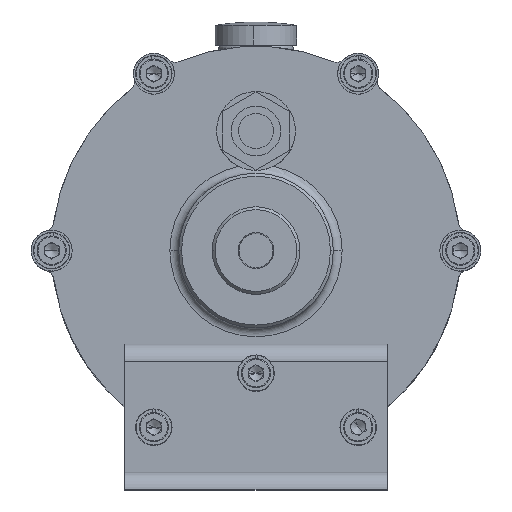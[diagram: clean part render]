
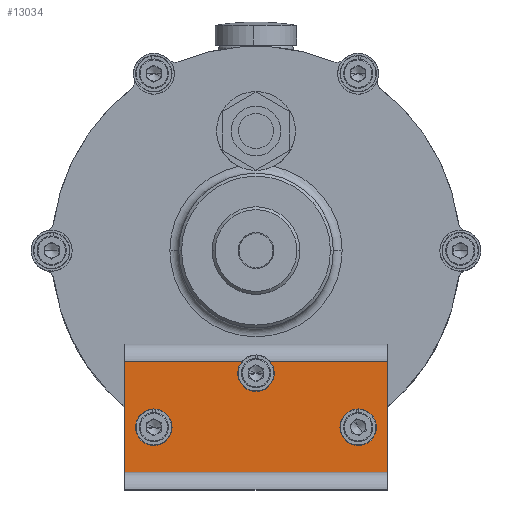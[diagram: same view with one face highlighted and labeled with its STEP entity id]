
A CAD part, top view. The second image highlights one B-rep face of the part: STEP entity #13034.
In plain terms, the highlighted planar face has unit normal (0, 0, 1).
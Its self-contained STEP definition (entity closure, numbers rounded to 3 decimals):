
#153 = LINE ( 'NONE', #9389, #15638 ) ;
#474 = DIRECTION ( 'NONE',  ( -1., 0., 0. ) ) ;
#584 = VERTEX_POINT ( 'NONE', #11937 ) ;
#595 = CARTESIAN_POINT ( 'NONE',  ( 35., -60.5, 61. ) ) ;
#693 = EDGE_CURVE ( 'NONE', #4715, #15387, #3051, .T. ) ;
#701 = EDGE_CURVE ( 'NONE', #15387, #4715, #7560, .T. ) ;
#877 = VECTOR ( 'NONE', #474, 1000. ) ;
#953 = CARTESIAN_POINT ( 'NONE',  ( 6.25, -42., 61. ) ) ;
#1002 = CARTESIAN_POINT ( 'NONE',  ( -6.25, -42., 61. ) ) ;
#1164 = ORIENTED_EDGE ( 'NONE', *, *, #13306, .F. ) ;
#1209 = PLANE ( 'NONE',  #16492 ) ;
#1269 = CARTESIAN_POINT ( 'NONE',  ( 0., -42., 61. ) ) ;
#2607 = FACE_BOUND ( 'NONE', #15117, .T. ) ;
#2700 = CIRCLE ( 'NONE', #13091, 6.25 ) ;
#3051 = CIRCLE ( 'NONE', #12596, 6.25 ) ;
#3124 = DIRECTION ( 'NONE',  ( 0., 1., 0. ) ) ;
#3189 = EDGE_CURVE ( 'NONE', #17332, #7230, #153, .T. ) ;
#3310 = DIRECTION ( 'NONE',  ( 0., 0., 1. ) ) ;
#3444 = VECTOR ( 'NONE', #6413, 1000. ) ;
#3500 = EDGE_CURVE ( 'NONE', #17332, #14396, #15790, .T. ) ;
#3510 = ORIENTED_EDGE ( 'NONE', *, *, #3189, .T. ) ;
#3722 = EDGE_CURVE ( 'NONE', #584, #11745, #7010, .T. ) ;
#4030 = EDGE_LOOP ( 'NONE', ( #17210, #10943, #12000, #13048, #5056, #3510, #7396, #17307 ) ) ;
#4211 = EDGE_CURVE ( 'NONE', #11490, #11787, #7992, .T. ) ;
#4715 = VERTEX_POINT ( 'NONE', #14639 ) ;
#4772 = VERTEX_POINT ( 'NONE', #953 ) ;
#4797 = DIRECTION ( 'NONE',  ( 0., 1., 0. ) ) ;
#5020 = AXIS2_PLACEMENT_3D ( 'NONE', #595, #3310, #4797 ) ;
#5028 = CARTESIAN_POINT ( 'NONE',  ( -4.802, -38., 61. ) ) ;
#5056 = ORIENTED_EDGE ( 'NONE', *, *, #3500, .F. ) ;
#5947 = DIRECTION ( 'NONE',  ( 0., 1., 0. ) ) ;
#6027 = VECTOR ( 'NONE', #15959, 1000. ) ;
#6088 = CIRCLE ( 'NONE', #15892, 6.25 ) ;
#6118 = CARTESIAN_POINT ( 'NONE',  ( 35., -60.5, 61. ) ) ;
#6267 = LINE ( 'NONE', #11714, #10897 ) ;
#6413 = DIRECTION ( 'NONE',  ( 0., -1., 0. ) ) ;
#6536 = DIRECTION ( 'NONE',  ( 0., 0., 1. ) ) ;
#6942 = CIRCLE ( 'NONE', #13407, 6.25 ) ;
#7010 = CIRCLE ( 'NONE', #15135, 6.25 ) ;
#7230 = VERTEX_POINT ( 'NONE', #13554 ) ;
#7240 = CARTESIAN_POINT ( 'NONE',  ( 45., -76., 61. ) ) ;
#7396 = ORIENTED_EDGE ( 'NONE', *, *, #10929, .F. ) ;
#7447 = EDGE_CURVE ( 'NONE', #14396, #11787, #11290, .T. ) ;
#7560 = CIRCLE ( 'NONE', #5020, 6.25 ) ;
#7673 = DIRECTION ( 'NONE',  ( 1., 0., 0. ) ) ;
#7701 = VERTEX_POINT ( 'NONE', #1002 ) ;
#7966 = FACE_OUTER_BOUND ( 'NONE', #4030, .T. ) ;
#7992 = LINE ( 'NONE', #12028, #3444 ) ;
#8401 = ORIENTED_EDGE ( 'NONE', *, *, #701, .F. ) ;
#8756 = DIRECTION ( 'NONE',  ( 0., 0., 1. ) ) ;
#8818 = DIRECTION ( 'NONE',  ( 0., 0., 1. ) ) ;
#8971 = DIRECTION ( 'NONE',  ( 1., 0., 0. ) ) ;
#9167 = CARTESIAN_POINT ( 'NONE',  ( 0., -42., 61. ) ) ;
#9171 = DIRECTION ( 'NONE',  ( -1., 0., 0. ) ) ;
#9221 = AXIS2_PLACEMENT_3D ( 'NONE', #10108, #12918, #8971 ) ;
#9389 = CARTESIAN_POINT ( 'NONE',  ( 45., -38., 61. ) ) ;
#9470 = CARTESIAN_POINT ( 'NONE',  ( -45., -76., 61. ) ) ;
#10108 = CARTESIAN_POINT ( 'NONE',  ( 0., -42., 61. ) ) ;
#10256 = DIRECTION ( 'NONE',  ( 0., 1., 0. ) ) ;
#10287 = EDGE_LOOP ( 'NONE', ( #1164, #14894 ) ) ;
#10342 = FACE_BOUND ( 'NONE', #10287, .T. ) ;
#10510 = CARTESIAN_POINT ( 'NONE',  ( 45., -76., 61. ) ) ;
#10897 = VECTOR ( 'NONE', #9171, 1000. ) ;
#10929 = EDGE_CURVE ( 'NONE', #4772, #7230, #6088, .T. ) ;
#10943 = ORIENTED_EDGE ( 'NONE', *, *, #14817, .T. ) ;
#11106 = CARTESIAN_POINT ( 'NONE',  ( 45., -38., 61. ) ) ;
#11290 = LINE ( 'NONE', #7240, #877 ) ;
#11322 = VERTEX_POINT ( 'NONE', #5028 ) ;
#11490 = VERTEX_POINT ( 'NONE', #12916 ) ;
#11714 = CARTESIAN_POINT ( 'NONE',  ( 45., -38., 61. ) ) ;
#11745 = VERTEX_POINT ( 'NONE', #15808 ) ;
#11787 = VERTEX_POINT ( 'NONE', #9470 ) ;
#11937 = CARTESIAN_POINT ( 'NONE',  ( -28.75, -60.5, 61. ) ) ;
#11951 = CARTESIAN_POINT ( 'NONE',  ( 41.25, -60.5, 61. ) ) ;
#12000 = ORIENTED_EDGE ( 'NONE', *, *, #4211, .T. ) ;
#12028 = CARTESIAN_POINT ( 'NONE',  ( -45., -76., 61. ) ) ;
#12428 = CARTESIAN_POINT ( 'NONE',  ( -35., -60.5, 61. ) ) ;
#12596 = AXIS2_PLACEMENT_3D ( 'NONE', #6118, #12624, #5947 ) ;
#12624 = DIRECTION ( 'NONE',  ( 0., 0., 1. ) ) ;
#12916 = CARTESIAN_POINT ( 'NONE',  ( -45., -38., 61. ) ) ;
#12918 = DIRECTION ( 'NONE',  ( 0., 0., 1. ) ) ;
#13034 = ADVANCED_FACE ( 'NONE', ( #10342, #7966, #2607 ), #1209, .F. ) ;
#13048 = ORIENTED_EDGE ( 'NONE', *, *, #7447, .F. ) ;
#13091 = AXIS2_PLACEMENT_3D ( 'NONE', #12428, #16574, #3124 ) ;
#13128 = DIRECTION ( 'NONE',  ( 1., 0., 0. ) ) ;
#13248 = ORIENTED_EDGE ( 'NONE', *, *, #693, .F. ) ;
#13306 = EDGE_CURVE ( 'NONE', #11745, #584, #2700, .T. ) ;
#13407 = AXIS2_PLACEMENT_3D ( 'NONE', #9167, #8818, #7673 ) ;
#13422 = DIRECTION ( 'NONE',  ( -1., 0., 0. ) ) ;
#13554 = CARTESIAN_POINT ( 'NONE',  ( 4.802, -38., 61. ) ) ;
#13776 = EDGE_CURVE ( 'NONE', #7701, #4772, #6942, .T. ) ;
#14022 = CARTESIAN_POINT ( 'NONE',  ( -35., -60.5, 61. ) ) ;
#14133 = EDGE_CURVE ( 'NONE', #11322, #7701, #16217, .T. ) ;
#14396 = VERTEX_POINT ( 'NONE', #17035 ) ;
#14463 = DIRECTION ( 'NONE',  ( 0., 0., -1. ) ) ;
#14468 = CARTESIAN_POINT ( 'NONE',  ( 45., -76., 61. ) ) ;
#14639 = CARTESIAN_POINT ( 'NONE',  ( 28.75, -60.5, 61. ) ) ;
#14817 = EDGE_CURVE ( 'NONE', #11322, #11490, #6267, .T. ) ;
#14894 = ORIENTED_EDGE ( 'NONE', *, *, #3722, .F. ) ;
#15117 = EDGE_LOOP ( 'NONE', ( #8401, #13248 ) ) ;
#15135 = AXIS2_PLACEMENT_3D ( 'NONE', #14022, #8756, #16580 ) ;
#15387 = VERTEX_POINT ( 'NONE', #11951 ) ;
#15638 = VECTOR ( 'NONE', #13422, 1000. ) ;
#15790 = LINE ( 'NONE', #14468, #6027 ) ;
#15808 = CARTESIAN_POINT ( 'NONE',  ( -41.25, -60.5, 61. ) ) ;
#15892 = AXIS2_PLACEMENT_3D ( 'NONE', #1269, #6536, #13128 ) ;
#15959 = DIRECTION ( 'NONE',  ( 0., -1., 0. ) ) ;
#16217 = CIRCLE ( 'NONE', #9221, 6.25 ) ;
#16492 = AXIS2_PLACEMENT_3D ( 'NONE', #10510, #14463, #10256 ) ;
#16574 = DIRECTION ( 'NONE',  ( 0., 0., 1. ) ) ;
#16580 = DIRECTION ( 'NONE',  ( 0., 1., 0. ) ) ;
#17035 = CARTESIAN_POINT ( 'NONE',  ( 45., -76., 61. ) ) ;
#17210 = ORIENTED_EDGE ( 'NONE', *, *, #14133, .F. ) ;
#17307 = ORIENTED_EDGE ( 'NONE', *, *, #13776, .F. ) ;
#17332 = VERTEX_POINT ( 'NONE', #11106 ) ;
